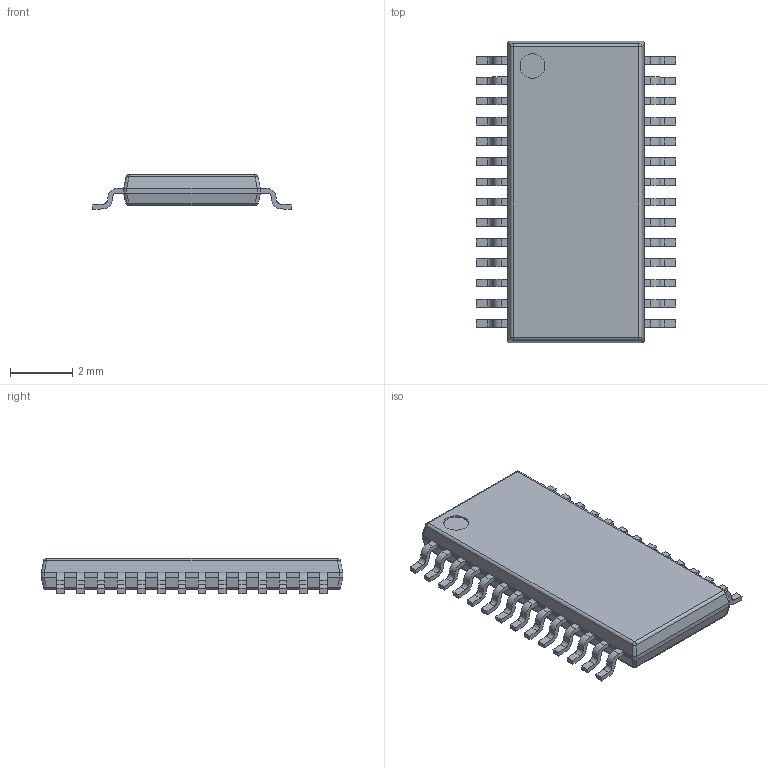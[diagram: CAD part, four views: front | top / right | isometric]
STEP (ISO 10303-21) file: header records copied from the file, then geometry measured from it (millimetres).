
FILE_DESCRIPTION(('CAx-IF Rec.Pracs.---Model Styling and Organization---1.5---2016-08-15','CAx-IF Rec.Pracs.---Geometric and Assembly Validation Properties---4.4---2016-08-17','CAx-IF Rec.Pracs.---User Defined Attributes---1.5---2016-08-15','CAx-IF Rec.Pracs.---External References---2.1---2005-01-19'),'2;1');
FILE_NAME('241059.step','2023-02-17T10:38:42',('Unspecified'),('Unspecified'),'CAD Exchanger 3.8.1 (cadexchanger.com)','Unspecified','');
FILE_SCHEMA(('AUTOMOTIVE_DESIGN { 1 0 10303 214 1 1 1 1 }'));
Length unit declared in the file: millimetre
Products named in the file (5): PWP0028C_ASM; BODY-TSSOP; LEAD-TSSOP; PIN1; DAP
Assembly tree (31 placements, depth 2):
  PWP0028C_ASM
    BODY-TSSOP
    LEAD-TSSOP  x28
    PIN1
    DAP
Bounding box: 6.4 x 9.7 x 1.13 mm (x, y, z)
Volume: 42.8 mm3; surface area: 170.1 mm2
Topology: 30 solids, 30 shells, 464 faces, 1182 edges, 780 vertices
Faces by surface type: plane 322, cylinder 134, sphere 8
Entity records: 3667 total; most frequent: CARTESIAN_POINT 568, DIRECTION 458, ORIENTED_EDGE 420, EDGE_CURVE 210, PROPERTY_DEFINITION 166, REPRESENTATION 166, PROPERTY_DEFINITION_REPRESENTATION 166, AXIS2_PLACEMENT_3D 154
